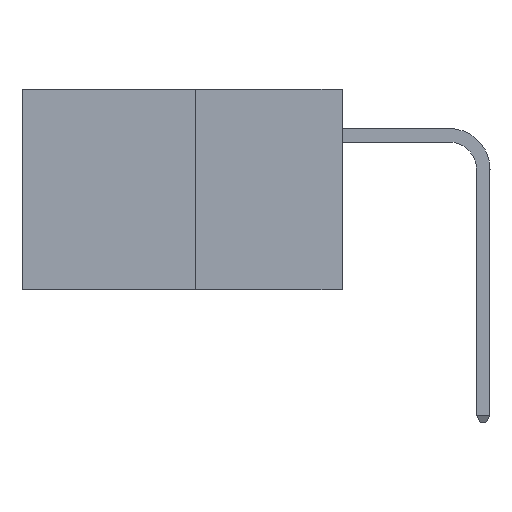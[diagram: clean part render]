
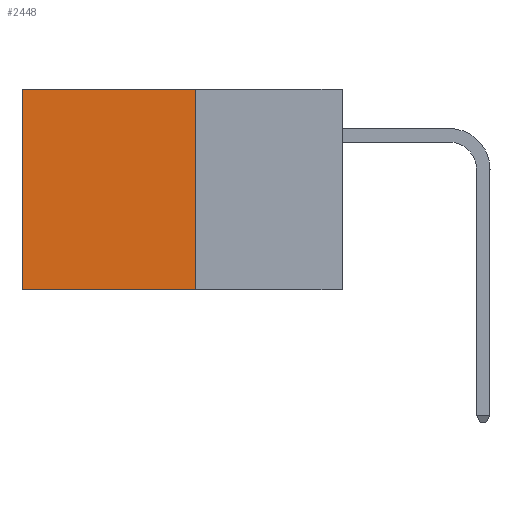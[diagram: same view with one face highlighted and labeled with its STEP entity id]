
A CAD part, left-side view. The second image highlights one B-rep face of the part: STEP entity #2448.
In plain terms, the highlighted planar face has unit normal (-1, 0, 0).
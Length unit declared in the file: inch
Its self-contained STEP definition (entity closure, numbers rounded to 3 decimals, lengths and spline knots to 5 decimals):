
#96 = ORIENTED_EDGE ( 'NONE', *, *, #10068, .T. ) ;
#135 = EDGE_CURVE ( 'NONE', #3535, #9192, #14152, .T. ) ;
#217 = EDGE_CURVE ( 'NONE', #609, #3535, #3062, .T. ) ;
#609 = VERTEX_POINT ( 'NONE', #16579 ) ;
#971 = ORIENTED_EDGE ( 'NONE', *, *, #2763, .T. ) ;
#1268 = DIRECTION ( 'NONE',  ( 0., 1., 0. ) ) ;
#1542 = CARTESIAN_POINT ( 'NONE',  ( 0.277, 0.27, 0. ) ) ;
#2448 = ADVANCED_FACE ( 'NONE', ( #12962 ), #4651, .F. ) ;
#2763 = EDGE_CURVE ( 'NONE', #609, #15176, #15241, .T. ) ;
#2854 = CARTESIAN_POINT ( 'NONE',  ( 0.277, 0.27, -0.37 ) ) ;
#3062 = LINE ( 'NONE', #12411, #9677 ) ;
#3535 = VERTEX_POINT ( 'NONE', #2854 ) ;
#3688 = ORIENTED_EDGE ( 'NONE', *, *, #135, .F. ) ;
#4466 = DIRECTION ( 'NONE',  ( 0., 0., -1. ) ) ;
#4467 = DIRECTION ( 'NONE',  ( 1., 0., 0. ) ) ;
#4651 = PLANE ( 'NONE',  #7527 ) ;
#4655 = CARTESIAN_POINT ( 'NONE',  ( 0.277, 0.27, -0.37 ) ) ;
#4886 = CARTESIAN_POINT ( 'NONE',  ( 0.277, 0.59, -0.37 ) ) ;
#5189 = EDGE_LOOP ( 'NONE', ( #96, #3688, #11076, #971 ) ) ;
#5308 = VECTOR ( 'NONE', #16219, 39.37008 ) ;
#5493 = VECTOR ( 'NONE', #1268, 39.37008 ) ;
#6345 = CARTESIAN_POINT ( 'NONE',  ( 0.277, 0.27, -0.37 ) ) ;
#7527 = AXIS2_PLACEMENT_3D ( 'NONE', #4655, #4467, #4466 ) ;
#8991 = CARTESIAN_POINT ( 'NONE',  ( 0.277, 0.59, 0. ) ) ;
#9192 = VERTEX_POINT ( 'NONE', #9759 ) ;
#9677 = VECTOR ( 'NONE', #11887, 39.37008 ) ;
#9759 = CARTESIAN_POINT ( 'NONE',  ( 0.277, 0.59, -0.37 ) ) ;
#10068 = EDGE_CURVE ( 'NONE', #15176, #9192, #11826, .T. ) ;
#10897 = VECTOR ( 'NONE', #14865, 39.37008 ) ;
#11076 = ORIENTED_EDGE ( 'NONE', *, *, #217, .F. ) ;
#11826 = LINE ( 'NONE', #4886, #5308 ) ;
#11887 = DIRECTION ( 'NONE',  ( 0., 0., -1. ) ) ;
#12411 = CARTESIAN_POINT ( 'NONE',  ( 0.277, 0.27, -0.37 ) ) ;
#12962 = FACE_OUTER_BOUND ( 'NONE', #5189, .T. ) ;
#14152 = LINE ( 'NONE', #6345, #10897 ) ;
#14865 = DIRECTION ( 'NONE',  ( 0., 1., 0. ) ) ;
#15176 = VERTEX_POINT ( 'NONE', #8991 ) ;
#15241 = LINE ( 'NONE', #1542, #5493 ) ;
#16219 = DIRECTION ( 'NONE',  ( 0., 0., -1. ) ) ;
#16579 = CARTESIAN_POINT ( 'NONE',  ( 0.277, 0.27, 0. ) ) ;
